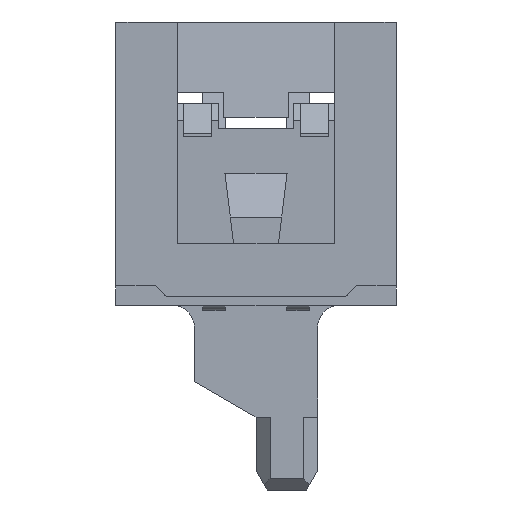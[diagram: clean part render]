
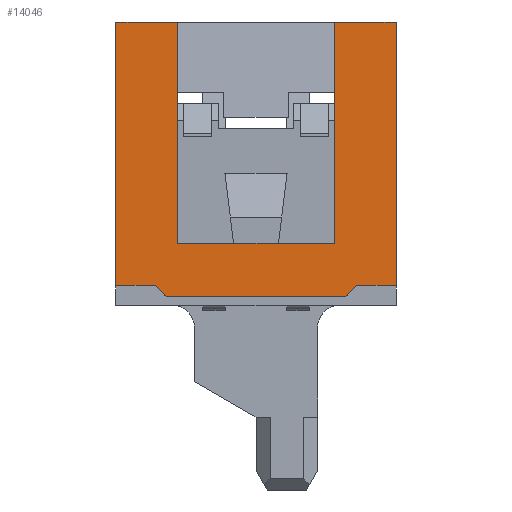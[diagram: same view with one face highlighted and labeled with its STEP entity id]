
A CAD part, left-side view. The second image highlights one B-rep face of the part: STEP entity #14046.
In plain terms, the highlighted planar face has unit normal (-1, 0, 0).
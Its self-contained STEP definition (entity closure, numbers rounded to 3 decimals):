
#106 = VERTEX_POINT ( 'NONE', #10959 ) ;
#150 = CARTESIAN_POINT ( 'NONE',  ( -6.77, -1.4, 1.9 ) ) ;
#180 = CARTESIAN_POINT ( 'NONE',  ( -6.77, 1.6, -3. ) ) ;
#264 = ORIENTED_EDGE ( 'NONE', *, *, #4066, .T. ) ;
#608 = VECTOR ( 'NONE', #5473, 1000. ) ;
#655 = CARTESIAN_POINT ( 'NONE',  ( -6.77, 1.4, 1.9 ) ) ;
#800 = DIRECTION ( 'NONE',  ( 0., 0., -1. ) ) ;
#841 = DIRECTION ( 'NONE',  ( 0., 0., -1. ) ) ;
#888 = CARTESIAN_POINT ( 'NONE',  ( -6.77, 2.5, -2.8 ) ) ;
#1066 = CARTESIAN_POINT ( 'NONE',  ( -6.77, 1.4, 1.9 ) ) ;
#1574 = DIRECTION ( 'NONE',  ( 0., 0., 1. ) ) ;
#1751 = EDGE_CURVE ( 'NONE', #12245, #13660, #7875, .T. ) ;
#1961 = EDGE_CURVE ( 'NONE', #13660, #2871, #5699, .T. ) ;
#1964 = DIRECTION ( 'NONE',  ( -1., 0., 0. ) ) ;
#2307 = DIRECTION ( 'NONE',  ( 0., 0., 1. ) ) ;
#2377 = ORIENTED_EDGE ( 'NONE', *, *, #12675, .T. ) ;
#2390 = LINE ( 'NONE', #13894, #15911 ) ;
#2448 = DIRECTION ( 'NONE',  ( 0., -0.707, -0.707 ) ) ;
#2537 = DIRECTION ( 'NONE',  ( 0., 1., 0. ) ) ;
#2871 = VERTEX_POINT ( 'NONE', #11486 ) ;
#3246 = LINE ( 'NONE', #16498, #608 ) ;
#3363 = CARTESIAN_POINT ( 'NONE',  ( -6.77, -2.5, 0.65 ) ) ;
#3399 = VERTEX_POINT ( 'NONE', #12372 ) ;
#3422 = LINE ( 'NONE', #17896, #15772 ) ;
#3808 = ORIENTED_EDGE ( 'NONE', *, *, #6373, .T. ) ;
#4066 = EDGE_CURVE ( 'NONE', #9030, #17172, #10975, .T. ) ;
#4299 = VERTEX_POINT ( 'NONE', #10041 ) ;
#4383 = EDGE_CURVE ( 'NONE', #17172, #106, #3422, .T. ) ;
#4668 = ORIENTED_EDGE ( 'NONE', *, *, #17985, .T. ) ;
#4850 = EDGE_LOOP ( 'NONE', ( #4668, #10211, #2377, #17044, #14438, #3808, #14766, #8356, #7939, #4889, #264, #17275 ) ) ;
#4889 = ORIENTED_EDGE ( 'NONE', *, *, #8728, .T. ) ;
#4961 = DIRECTION ( 'NONE',  ( 0., 0., 1. ) ) ;
#4972 = VECTOR ( 'NONE', #10592, 1000. ) ;
#5015 = CARTESIAN_POINT ( 'NONE',  ( -6.77, -1.6, -3. ) ) ;
#5161 = CARTESIAN_POINT ( 'NONE',  ( -6.77, -1.6, -3. ) ) ;
#5473 = DIRECTION ( 'NONE',  ( 0., -1., 0. ) ) ;
#5699 = LINE ( 'NONE', #888, #11563 ) ;
#5737 = EDGE_CURVE ( 'NONE', #3399, #15353, #7000, .T. ) ;
#5777 = EDGE_CURVE ( 'NONE', #9031, #16669, #12903, .T. ) ;
#5874 = DIRECTION ( 'NONE',  ( 0., -1., 0. ) ) ;
#6373 = EDGE_CURVE ( 'NONE', #2871, #9031, #6931, .T. ) ;
#6625 = AXIS2_PLACEMENT_3D ( 'NONE', #3363, #1964, #4961 ) ;
#6765 = CARTESIAN_POINT ( 'NONE',  ( -6.77, 1.8, -2.8 ) ) ;
#6858 = VECTOR ( 'NONE', #2537, 1000. ) ;
#6931 = LINE ( 'NONE', #6765, #9080 ) ;
#7000 = LINE ( 'NONE', #11517, #9940 ) ;
#7498 = CARTESIAN_POINT ( 'NONE',  ( -6.77, -2.5, 1.9 ) ) ;
#7588 = EDGE_CURVE ( 'NONE', #16669, #11805, #9098, .T. ) ;
#7609 = CARTESIAN_POINT ( 'NONE',  ( -6.77, 2.5, 1.9 ) ) ;
#7808 = LINE ( 'NONE', #17429, #4972 ) ;
#7875 = LINE ( 'NONE', #14792, #9199 ) ;
#7939 = ORIENTED_EDGE ( 'NONE', *, *, #13330, .T. ) ;
#8356 = ORIENTED_EDGE ( 'NONE', *, *, #7588, .T. ) ;
#8728 = EDGE_CURVE ( 'NONE', #4299, #9030, #2390, .T. ) ;
#9030 = VERTEX_POINT ( 'NONE', #7498 ) ;
#9031 = VERTEX_POINT ( 'NONE', #13136 ) ;
#9080 = VECTOR ( 'NONE', #2448, 1000. ) ;
#9098 = LINE ( 'NONE', #5015, #12803 ) ;
#9199 = VECTOR ( 'NONE', #800, 1000. ) ;
#9940 = VECTOR ( 'NONE', #1574, 1000. ) ;
#10041 = CARTESIAN_POINT ( 'NONE',  ( -6.77, -2.5, -2.8 ) ) ;
#10211 = ORIENTED_EDGE ( 'NONE', *, *, #5737, .T. ) ;
#10592 = DIRECTION ( 'NONE',  ( 0., 1., 0. ) ) ;
#10740 = CARTESIAN_POINT ( 'NONE',  ( -6.77, 2.5, -2.8 ) ) ;
#10959 = CARTESIAN_POINT ( 'NONE',  ( -6.77, -1.4, -2.05 ) ) ;
#10975 = LINE ( 'NONE', #13496, #16049 ) ;
#11352 = DIRECTION ( 'NONE',  ( 0., -1., 0. ) ) ;
#11486 = CARTESIAN_POINT ( 'NONE',  ( -6.77, 1.8, -2.8 ) ) ;
#11517 = CARTESIAN_POINT ( 'NONE',  ( -6.77, 1.4, -2.05 ) ) ;
#11563 = VECTOR ( 'NONE', #11352, 1000. ) ;
#11805 = VERTEX_POINT ( 'NONE', #15122 ) ;
#12245 = VERTEX_POINT ( 'NONE', #7609 ) ;
#12372 = CARTESIAN_POINT ( 'NONE',  ( -6.77, 1.4, -2.05 ) ) ;
#12675 = EDGE_CURVE ( 'NONE', #15353, #12245, #15256, .T. ) ;
#12803 = VECTOR ( 'NONE', #15847, 1000. ) ;
#12903 = LINE ( 'NONE', #180, #14657 ) ;
#13136 = CARTESIAN_POINT ( 'NONE',  ( -6.77, 1.6, -3. ) ) ;
#13330 = EDGE_CURVE ( 'NONE', #11805, #4299, #3246, .T. ) ;
#13496 = CARTESIAN_POINT ( 'NONE',  ( -6.77, -2.5, 1.9 ) ) ;
#13660 = VERTEX_POINT ( 'NONE', #10740 ) ;
#13894 = CARTESIAN_POINT ( 'NONE',  ( -6.77, -2.5, -2.8 ) ) ;
#14046 = ADVANCED_FACE ( 'NONE', ( #17652 ), #14591, .T. ) ;
#14438 = ORIENTED_EDGE ( 'NONE', *, *, #1961, .T. ) ;
#14591 = PLANE ( 'NONE',  #6625 ) ;
#14657 = VECTOR ( 'NONE', #5874, 1000. ) ;
#14766 = ORIENTED_EDGE ( 'NONE', *, *, #5777, .T. ) ;
#14792 = CARTESIAN_POINT ( 'NONE',  ( -6.77, 2.5, 1.9 ) ) ;
#15122 = CARTESIAN_POINT ( 'NONE',  ( -6.77, -1.8, -2.8 ) ) ;
#15256 = LINE ( 'NONE', #1066, #6858 ) ;
#15353 = VERTEX_POINT ( 'NONE', #655 ) ;
#15772 = VECTOR ( 'NONE', #841, 1000. ) ;
#15847 = DIRECTION ( 'NONE',  ( 0., -0.707, 0.707 ) ) ;
#15911 = VECTOR ( 'NONE', #2307, 1000. ) ;
#16049 = VECTOR ( 'NONE', #18088, 1000. ) ;
#16498 = CARTESIAN_POINT ( 'NONE',  ( -6.77, -1.8, -2.8 ) ) ;
#16669 = VERTEX_POINT ( 'NONE', #5161 ) ;
#17044 = ORIENTED_EDGE ( 'NONE', *, *, #1751, .T. ) ;
#17172 = VERTEX_POINT ( 'NONE', #150 ) ;
#17275 = ORIENTED_EDGE ( 'NONE', *, *, #4383, .T. ) ;
#17429 = CARTESIAN_POINT ( 'NONE',  ( -6.77, -1.4, -2.05 ) ) ;
#17652 = FACE_OUTER_BOUND ( 'NONE', #4850, .T. ) ;
#17896 = CARTESIAN_POINT ( 'NONE',  ( -6.77, -1.4, 1.9 ) ) ;
#17985 = EDGE_CURVE ( 'NONE', #106, #3399, #7808, .T. ) ;
#18088 = DIRECTION ( 'NONE',  ( 0., 1., 0. ) ) ;
